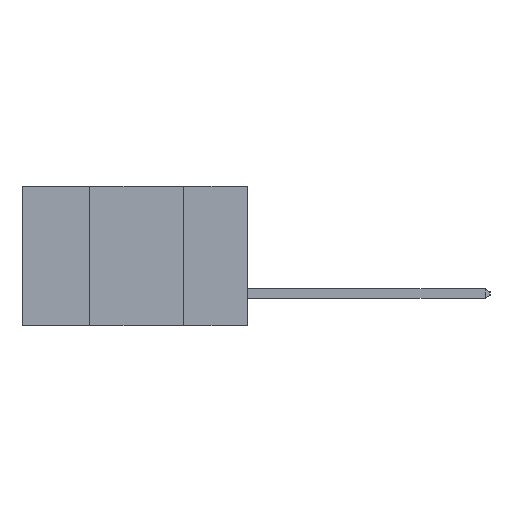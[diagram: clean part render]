
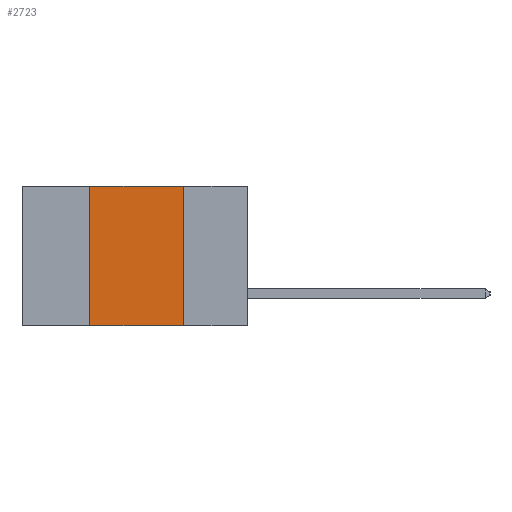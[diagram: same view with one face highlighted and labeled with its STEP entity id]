
A CAD part, left-side view. The second image highlights one B-rep face of the part: STEP entity #2723.
In plain terms, the highlighted planar face has unit normal (-1, 0, 0).
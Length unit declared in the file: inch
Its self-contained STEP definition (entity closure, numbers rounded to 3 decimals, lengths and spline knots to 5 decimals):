
#329 = DIRECTION ( 'NONE',  ( 0., -1., 0. ) ) ;
#447 = CARTESIAN_POINT ( 'NONE',  ( 0., 0.6, 0. ) ) ;
#1156 = FACE_OUTER_BOUND ( 'NONE', #3749, .T. ) ;
#1970 = ORIENTED_EDGE ( 'NONE', *, *, #11763, .F. ) ;
#2723 = ADVANCED_FACE ( 'NONE', ( #1156 ), #22439, .F. ) ;
#3749 = EDGE_LOOP ( 'NONE', ( #7230, #1970, #21319, #11195 ) ) ;
#4730 = CARTESIAN_POINT ( 'NONE',  ( 0., 0.17, -0.37 ) ) ;
#4979 = VECTOR ( 'NONE', #329, 39.37008 ) ;
#5247 = CARTESIAN_POINT ( 'NONE',  ( 0., 0.42, 0. ) ) ;
#6020 = VERTEX_POINT ( 'NONE', #4730 ) ;
#6630 = EDGE_CURVE ( 'NONE', #15545, #6020, #7763, .T. ) ;
#7230 = ORIENTED_EDGE ( 'NONE', *, *, #20526, .F. ) ;
#7763 = LINE ( 'NONE', #11764, #23574 ) ;
#7795 = CARTESIAN_POINT ( 'NONE',  ( 0., 0.17, 0. ) ) ;
#7889 = DIRECTION ( 'NONE',  ( 0., 0., -1. ) ) ;
#10999 = VECTOR ( 'NONE', #11133, 39.37008 ) ;
#11133 = DIRECTION ( 'NONE',  ( 0., 0., 1. ) ) ;
#11136 = CARTESIAN_POINT ( 'NONE',  ( 0., 0.42, -0.37 ) ) ;
#11195 = ORIENTED_EDGE ( 'NONE', *, *, #6630, .T. ) ;
#11657 = DIRECTION ( 'NONE',  ( 0., -1., 0. ) ) ;
#11763 = EDGE_CURVE ( 'NONE', #18538, #11859, #20358, .T. ) ;
#11764 = CARTESIAN_POINT ( 'NONE',  ( 0., 0.6, -0.37 ) ) ;
#11859 = VERTEX_POINT ( 'NONE', #7795 ) ;
#13194 = EDGE_CURVE ( 'NONE', #15545, #18538, #21127, .T. ) ;
#13735 = CARTESIAN_POINT ( 'NONE',  ( 0., 0.17, -0.37 ) ) ;
#15545 = VERTEX_POINT ( 'NONE', #18314 ) ;
#17592 = AXIS2_PLACEMENT_3D ( 'NONE', #21948, #21854, #21824 ) ;
#18314 = CARTESIAN_POINT ( 'NONE',  ( 0., 0.42, -0.37 ) ) ;
#18538 = VERTEX_POINT ( 'NONE', #5247 ) ;
#18785 = VECTOR ( 'NONE', #7889, 39.37008 ) ;
#19370 = LINE ( 'NONE', #13735, #18785 ) ;
#20358 = LINE ( 'NONE', #447, #4979 ) ;
#20526 = EDGE_CURVE ( 'NONE', #11859, #6020, #19370, .T. ) ;
#21127 = LINE ( 'NONE', #11136, #10999 ) ;
#21319 = ORIENTED_EDGE ( 'NONE', *, *, #13194, .F. ) ;
#21824 = DIRECTION ( 'NONE',  ( 0., 0., -1. ) ) ;
#21854 = DIRECTION ( 'NONE',  ( 1., 0., 0. ) ) ;
#21948 = CARTESIAN_POINT ( 'NONE',  ( 0., 0.6, 0. ) ) ;
#22439 = PLANE ( 'NONE',  #17592 ) ;
#23574 = VECTOR ( 'NONE', #11657, 39.37008 ) ;
